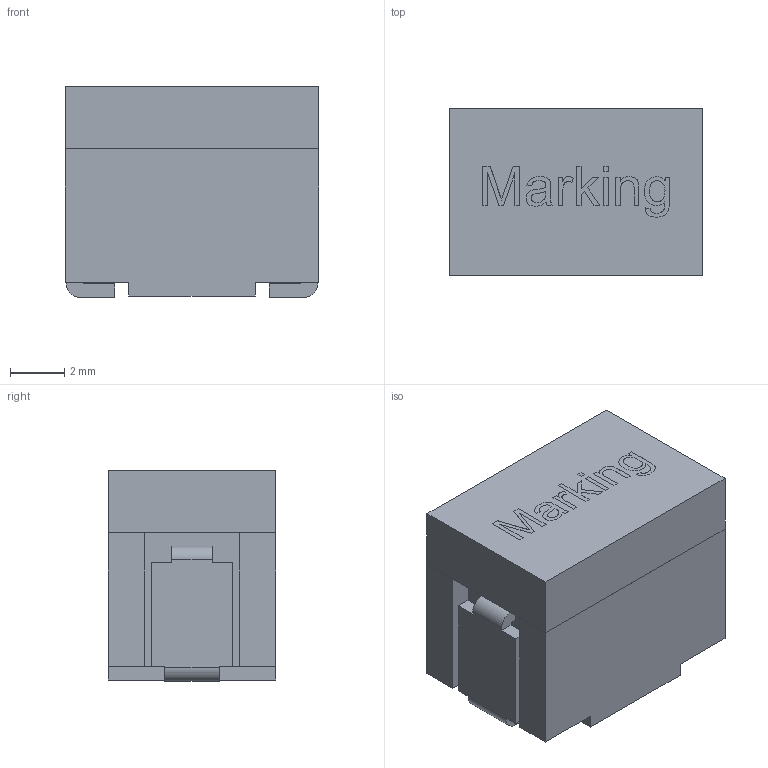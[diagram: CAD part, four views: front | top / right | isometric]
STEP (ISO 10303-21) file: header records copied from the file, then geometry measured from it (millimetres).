
FILE_DESCRIPTION( ( 'Unknown' ), '1' );
FILE_NAME( '74430810xx.stp', 'Unknown', ( 'Unknown' ), ( 'Unknown' ), 'PSStep 17.0.49', 'Unknown', ' ' );
FILE_SCHEMA( ( 'AUTOMOTIVE_DESIGN { 1 0 10303 214 1 1 1 1 }' ) );
Length unit declared in the file: millimetre
Products named in the file (2): 1; 2
Bounding box: 9.4 x 6.2 x 7.8 mm (x, y, z)
Volume: 425.5 mm3; surface area: 554.8 mm2
Topology: 2 solids, 2 shells, 138 faces, 362 edges, 240 vertices
Faces by surface type: plane 114, extrusion 16, cylinder 8
Entity records: 5952 total; most frequent: CARTESIAN_POINT 1642, ORIENTED_EDGE 722, DIRECTION 521, EDGE_CURVE 361, VERTEX_POINT 240, VECTOR 233, LINE 217, EDGE_LOOP 151
